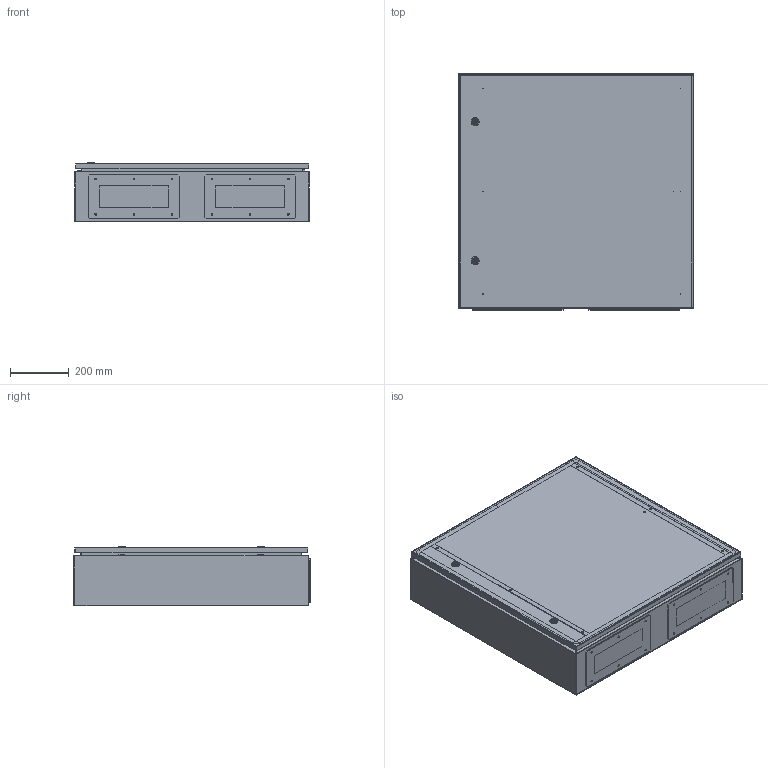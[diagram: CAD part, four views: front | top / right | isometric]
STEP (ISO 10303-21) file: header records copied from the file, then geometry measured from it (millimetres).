
FILE_DESCRIPTION (( 'STEP AP203' ), '1' );
FILE_NAME ('HC-882.STEP', '2020-06-01T16:16:22', ( 'Holec' ), ( 'Microsoft' ), 'SwSTEP 2.0', 'SolidWorks 2019', '' );
FILE_SCHEMA (( 'CONFIG_CONTROL_DESIGN' ));
Length unit declared in the file: millimetre
Products named in the file (16): U-001; PV3-015(PC2_0102_542); PV1-117(PC2_0302_863); 4.1.05.80; 4.1.04.08; SV1-015; 4.1.11.66; PV2-015(PC2_0000_641); PV3-502; PV2-814; PV5-005(Valor predeterminado); 4.1.08.44; PV1-015(PC2_0302_863); HC-882; SV2-015; PV1-116(PC2_0302_863)
Assembly tree (34 placements, depth 3):
  HC-882
    SV1-015
      PV1-015(PC2_0302_863)
      PV1-116(PC2_0302_863)
      PV1-117(PC2_0302_863)
      U-001  x6
      4.1.05.80
    SV2-015
      4.1.05.80  x7
      PV2-015(PC2_0000_641)
      PV2-814
      4.1.08.44  x3
    PV3-015(PC2_0102_542)
    4.1.04.08  x3
    4.1.11.66  x2
    PV3-502  x2
    PV5-005(Valor predeterminado)  x2
Bounding box: 800 x 804.5 x 203.55 mm (x, y, z)
Volume: 4207761 mm3; surface area: 5637289.4 mm2
Topology: 48 solids, 48 shells, 1902 faces, 4840 edges, 3046 vertices
Faces by surface type: plane 813, cylinder 773, cone 264, bspline 40, torus 12
Entity records: 37866 total; most frequent: CARTESIAN_POINT 9593, DIRECTION 5450, ORIENTED_EDGE 5390, EDGE_CURVE 2695, AXIS2_PLACEMENT_3D 2021, VERTEX_POINT 1688, LINE 1408, VECTOR 1408
